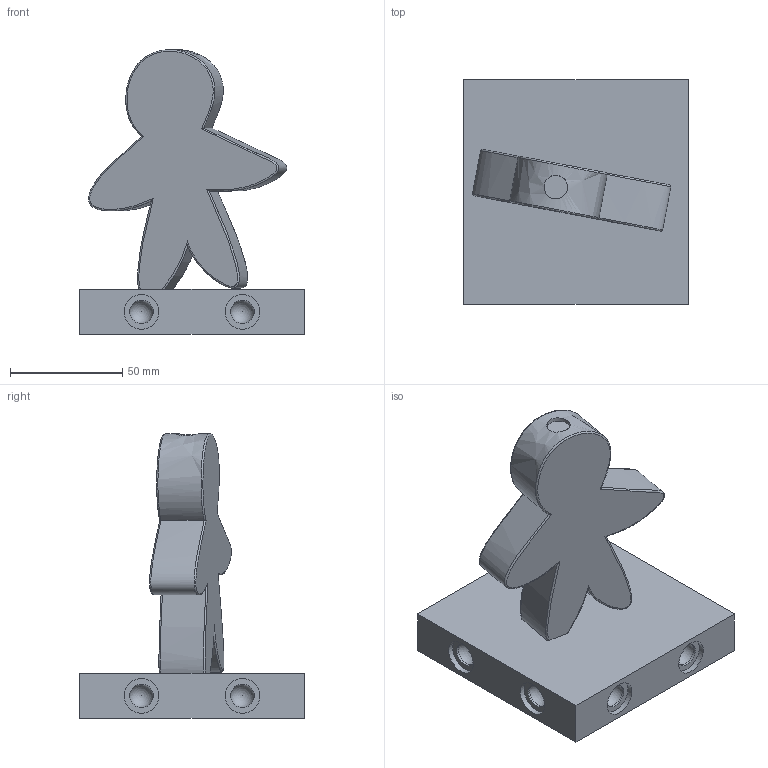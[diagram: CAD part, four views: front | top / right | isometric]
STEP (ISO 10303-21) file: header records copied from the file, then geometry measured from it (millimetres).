
FILE_DESCRIPTION(/* description */ (''),/* implementation_level */ '2;1');
FILE_NAME(/* name */ 'tileBase.step',/* time_stamp */ '2025-08-23T15:47:27-04:00',/* author */ (''),/* organization */ (''),/* preprocessor_version */ 'ST-DEVELOPER v20.1',/* originating_system */ 'Autodesk Translation Framework v14.10.0.0',/* authorisation */ '');
FILE_SCHEMA (('AUTOMOTIVE_DESIGN { 1 0 10303 214 3 1 1 }'));
Length unit declared in the file: millimetre
Products named in the file (1): FusionComponent
Bounding box: 100 x 100 x 126.97 mm (x, y, z)
Volume: 235833.5 mm3; surface area: 50370.9 mm2
Topology: 1 solids, 1 shells, 65 faces, 149 edges, 97 vertices
Faces by surface type: plane 22, bspline 18, cylinder 17, sphere 8
Full cylindrical faces by diameter (mm): 10.5 x9, 15.5 x8
Entity records: 4017 total; most frequent: CARTESIAN_POINT 2657, ORIENTED_EDGE 282, DIRECTION 226, EDGE_CURVE 141, VERTEX_POINT 97, AXIS2_PLACEMENT_3D 89, EDGE_LOOP 84, FACE_OUTER_BOUND 65
